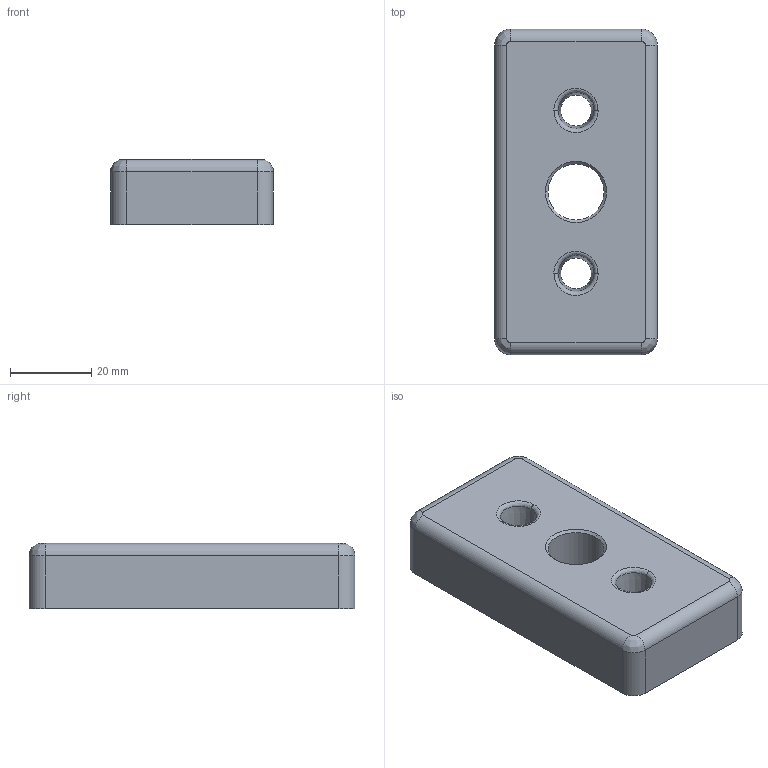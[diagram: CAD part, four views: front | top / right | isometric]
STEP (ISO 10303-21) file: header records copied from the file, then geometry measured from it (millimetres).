
FILE_DESCRIPTION(('STEP AP203'),'1');
FILE_NAME('fath_093t40801608s.stp','2021-11-23T13:42:23',('TraceParts'),('TraceParts S.A.'),'Spatial InterOp 3D',' ',' ');
FILE_SCHEMA(('CONFIG_CONTROL_DESIGN'));
Length unit declared in the file: millimetre
Products named in the file (1): 1
Bounding box: 40 x 80 x 16 mm (x, y, z)
Volume: 34043.8 mm3; surface area: 15409.2 mm2
Topology: 1 solids, 1 shells, 301 faces, 684 edges, 373 vertices
Faces by surface type: bspline 125, cylinder 122, plane 44, cone 10
Entity records: 10569 total; most frequent: CARTESIAN_POINT 4330, ORIENTED_EDGE 1324, DIRECTION 1302, EDGE_CURVE 662, AXIS2_PLACEMENT_3D 537, VERTEX_POINT 373, CIRCLE 360, EDGE_LOOP 317
